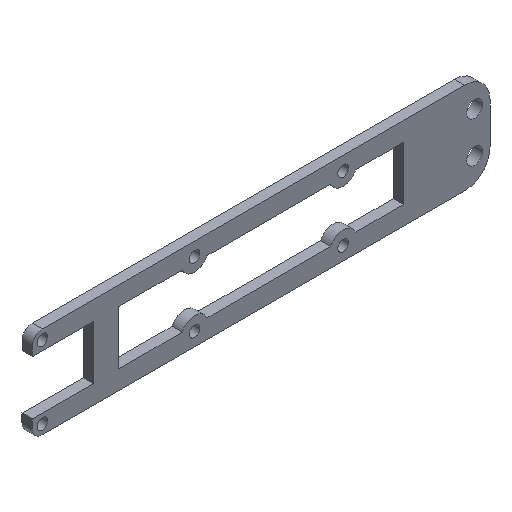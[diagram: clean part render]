
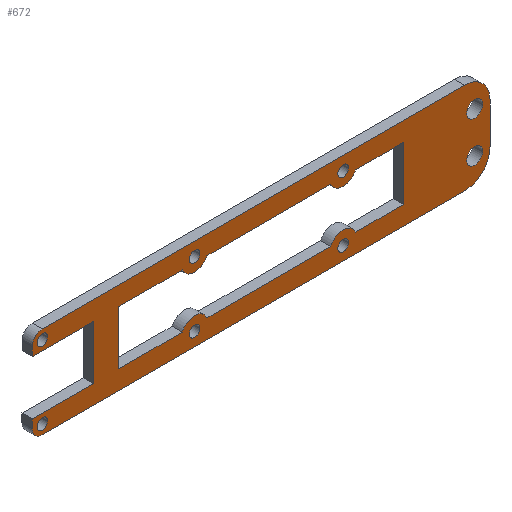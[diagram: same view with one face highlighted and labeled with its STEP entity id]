
A CAD part, isometric view. The second image highlights one B-rep face of the part: STEP entity #672.
In plain terms, the highlighted planar face has unit normal (0, -1, 0).
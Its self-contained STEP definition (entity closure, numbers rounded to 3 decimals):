
#24=FACE_BOUND('',#102,.T.);
#25=FACE_BOUND('',#103,.T.);
#26=FACE_BOUND('',#104,.T.);
#27=FACE_BOUND('',#105,.T.);
#28=FACE_BOUND('',#106,.T.);
#29=FACE_BOUND('',#107,.T.);
#30=FACE_BOUND('',#108,.T.);
#31=FACE_BOUND('',#109,.T.);
#32=FACE_BOUND('',#110,.T.);
#36=PLANE('',#740);
#58=FACE_OUTER_BOUND('',#101,.T.);
#101=EDGE_LOOP('',(#513,#514,#515,#516,#517,#518,#519,#520,#521,#522,#523,
#524));
#102=EDGE_LOOP('',(#525));
#103=EDGE_LOOP('',(#526));
#104=EDGE_LOOP('',(#527));
#105=EDGE_LOOP('',(#528));
#106=EDGE_LOOP('',(#529,#530,#531,#532,#533,#534,#535,#536,#537,#538,#539,
#540));
#107=EDGE_LOOP('',(#541));
#108=EDGE_LOOP('',(#542));
#109=EDGE_LOOP('',(#543));
#110=EDGE_LOOP('',(#544));
#141=LINE('',#992,#205);
#159=LINE('',#1061,#223);
#163=LINE('',#1073,#227);
#164=LINE('',#1075,#228);
#165=LINE('',#1077,#229);
#166=LINE('',#1079,#230);
#167=LINE('',#1080,#231);
#168=LINE('',#1081,#232);
#169=LINE('',#1094,#233);
#170=LINE('',#1096,#234);
#171=LINE('',#1098,#235);
#172=LINE('',#1102,#236);
#173=LINE('',#1106,#237);
#174=LINE('',#1108,#238);
#175=LINE('',#1110,#239);
#176=LINE('',#1113,#240);
#205=VECTOR('',#793,10.);
#223=VECTOR('',#849,10.);
#227=VECTOR('',#863,10.);
#228=VECTOR('',#864,10.);
#229=VECTOR('',#865,10.);
#230=VECTOR('',#866,10.);
#231=VECTOR('',#867,10.);
#232=VECTOR('',#868,10.);
#233=VECTOR('',#879,10.);
#234=VECTOR('',#880,10.);
#235=VECTOR('',#881,10.);
#236=VECTOR('',#884,10.);
#237=VECTOR('',#887,10.);
#238=VECTOR('',#888,10.);
#239=VECTOR('',#889,10.);
#240=VECTOR('',#892,10.);
#266=CIRCLE('',#715,5.);
#282=CIRCLE('',#734,5.);
#283=CIRCLE('',#737,2.);
#284=CIRCLE('',#739,2.);
#285=CIRCLE('',#741,1.05);
#286=CIRCLE('',#742,1.6);
#287=CIRCLE('',#743,1.05);
#288=CIRCLE('',#744,1.6);
#289=CIRCLE('',#745,2.65);
#290=CIRCLE('',#746,2.65);
#291=CIRCLE('',#747,2.65);
#292=CIRCLE('',#748,2.65);
#293=CIRCLE('',#749,1.05);
#294=CIRCLE('',#750,1.05);
#295=CIRCLE('',#751,1.05);
#296=CIRCLE('',#752,1.05);
#299=VERTEX_POINT('',#982);
#300=VERTEX_POINT('',#984);
#302=VERTEX_POINT('',#990);
#332=VERTEX_POINT('',#1054);
#333=VERTEX_POINT('',#1056);
#334=VERTEX_POINT('',#1060);
#335=VERTEX_POINT('',#1064);
#336=VERTEX_POINT('',#1068);
#337=VERTEX_POINT('',#1072);
#338=VERTEX_POINT('',#1074);
#339=VERTEX_POINT('',#1076);
#340=VERTEX_POINT('',#1078);
#341=VERTEX_POINT('',#1082);
#342=VERTEX_POINT('',#1084);
#343=VERTEX_POINT('',#1086);
#344=VERTEX_POINT('',#1088);
#345=VERTEX_POINT('',#1090);
#346=VERTEX_POINT('',#1091);
#347=VERTEX_POINT('',#1093);
#348=VERTEX_POINT('',#1095);
#349=VERTEX_POINT('',#1097);
#350=VERTEX_POINT('',#1099);
#351=VERTEX_POINT('',#1101);
#352=VERTEX_POINT('',#1103);
#353=VERTEX_POINT('',#1105);
#354=VERTEX_POINT('',#1107);
#355=VERTEX_POINT('',#1109);
#356=VERTEX_POINT('',#1111);
#357=VERTEX_POINT('',#1114);
#358=VERTEX_POINT('',#1116);
#359=VERTEX_POINT('',#1118);
#360=VERTEX_POINT('',#1120);
#363=EDGE_CURVE('',#299,#300,#266,.T.);
#367=EDGE_CURVE('',#302,#299,#141,.T.);
#399=EDGE_CURVE('',#332,#333,#282,.T.);
#401=EDGE_CURVE('',#334,#333,#159,.T.);
#403=EDGE_CURVE('',#334,#335,#283,.T.);
#406=EDGE_CURVE('',#336,#302,#284,.T.);
#407=EDGE_CURVE('',#337,#336,#163,.T.);
#408=EDGE_CURVE('',#337,#338,#164,.T.);
#409=EDGE_CURVE('',#339,#338,#165,.T.);
#410=EDGE_CURVE('',#340,#339,#166,.T.);
#411=EDGE_CURVE('',#335,#340,#167,.T.);
#412=EDGE_CURVE('',#332,#300,#168,.T.);
#413=EDGE_CURVE('',#341,#341,#285,.T.);
#414=EDGE_CURVE('',#342,#342,#286,.T.);
#415=EDGE_CURVE('',#343,#343,#287,.T.);
#416=EDGE_CURVE('',#344,#344,#288,.T.);
#417=EDGE_CURVE('',#345,#346,#289,.T.);
#418=EDGE_CURVE('',#347,#346,#169,.T.);
#419=EDGE_CURVE('',#348,#347,#170,.T.);
#420=EDGE_CURVE('',#349,#348,#171,.T.);
#421=EDGE_CURVE('',#349,#350,#290,.T.);
#422=EDGE_CURVE('',#351,#350,#172,.T.);
#423=EDGE_CURVE('',#351,#352,#291,.T.);
#424=EDGE_CURVE('',#353,#352,#173,.T.);
#425=EDGE_CURVE('',#354,#353,#174,.T.);
#426=EDGE_CURVE('',#355,#354,#175,.T.);
#427=EDGE_CURVE('',#355,#356,#292,.T.);
#428=EDGE_CURVE('',#345,#356,#176,.T.);
#429=EDGE_CURVE('',#357,#357,#293,.T.);
#430=EDGE_CURVE('',#358,#358,#294,.T.);
#431=EDGE_CURVE('',#359,#359,#295,.T.);
#432=EDGE_CURVE('',#360,#360,#296,.T.);
#513=ORIENTED_EDGE('',*,*,#363,.F.);
#514=ORIENTED_EDGE('',*,*,#367,.F.);
#515=ORIENTED_EDGE('',*,*,#406,.F.);
#516=ORIENTED_EDGE('',*,*,#407,.F.);
#517=ORIENTED_EDGE('',*,*,#408,.T.);
#518=ORIENTED_EDGE('',*,*,#409,.F.);
#519=ORIENTED_EDGE('',*,*,#410,.F.);
#520=ORIENTED_EDGE('',*,*,#411,.F.);
#521=ORIENTED_EDGE('',*,*,#403,.F.);
#522=ORIENTED_EDGE('',*,*,#401,.T.);
#523=ORIENTED_EDGE('',*,*,#399,.F.);
#524=ORIENTED_EDGE('',*,*,#412,.T.);
#525=ORIENTED_EDGE('',*,*,#413,.T.);
#526=ORIENTED_EDGE('',*,*,#414,.T.);
#527=ORIENTED_EDGE('',*,*,#415,.T.);
#528=ORIENTED_EDGE('',*,*,#416,.T.);
#529=ORIENTED_EDGE('',*,*,#417,.T.);
#530=ORIENTED_EDGE('',*,*,#418,.F.);
#531=ORIENTED_EDGE('',*,*,#419,.F.);
#532=ORIENTED_EDGE('',*,*,#420,.F.);
#533=ORIENTED_EDGE('',*,*,#421,.T.);
#534=ORIENTED_EDGE('',*,*,#422,.F.);
#535=ORIENTED_EDGE('',*,*,#423,.T.);
#536=ORIENTED_EDGE('',*,*,#424,.F.);
#537=ORIENTED_EDGE('',*,*,#425,.F.);
#538=ORIENTED_EDGE('',*,*,#426,.F.);
#539=ORIENTED_EDGE('',*,*,#427,.T.);
#540=ORIENTED_EDGE('',*,*,#428,.F.);
#541=ORIENTED_EDGE('',*,*,#429,.T.);
#542=ORIENTED_EDGE('',*,*,#430,.T.);
#543=ORIENTED_EDGE('',*,*,#431,.T.);
#544=ORIENTED_EDGE('',*,*,#432,.T.);
#672=ADVANCED_FACE('',(#58,#24,#25,#26,#27,#28,#29,#30,#31,#32),#36,.F.);
#715=AXIS2_PLACEMENT_3D('',#985,#786,#787);
#734=AXIS2_PLACEMENT_3D('',#1057,#844,#845);
#737=AXIS2_PLACEMENT_3D('',#1065,#853,#854);
#739=AXIS2_PLACEMENT_3D('',#1070,#859,#860);
#740=AXIS2_PLACEMENT_3D('',#1071,#861,#862);
#741=AXIS2_PLACEMENT_3D('',#1083,#869,#870);
#742=AXIS2_PLACEMENT_3D('',#1085,#871,#872);
#743=AXIS2_PLACEMENT_3D('',#1087,#873,#874);
#744=AXIS2_PLACEMENT_3D('',#1089,#875,#876);
#745=AXIS2_PLACEMENT_3D('',#1092,#877,#878);
#746=AXIS2_PLACEMENT_3D('',#1100,#882,#883);
#747=AXIS2_PLACEMENT_3D('',#1104,#885,#886);
#748=AXIS2_PLACEMENT_3D('',#1112,#890,#891);
#749=AXIS2_PLACEMENT_3D('',#1115,#893,#894);
#750=AXIS2_PLACEMENT_3D('',#1117,#895,#896);
#751=AXIS2_PLACEMENT_3D('',#1119,#897,#898);
#752=AXIS2_PLACEMENT_3D('',#1121,#899,#900);
#786=DIRECTION('center_axis',(0.,1.,0.));
#787=DIRECTION('ref_axis',(0.707,0.,0.707));
#793=DIRECTION('',(1.,0.,0.));
#844=DIRECTION('center_axis',(0.,1.,0.));
#845=DIRECTION('ref_axis',(0.707,0.,-0.707));
#849=DIRECTION('',(1.,0.,0.));
#853=DIRECTION('center_axis',(0.,1.,0.));
#854=DIRECTION('ref_axis',(-0.707,0.,-0.707));
#859=DIRECTION('center_axis',(0.,1.,0.));
#860=DIRECTION('ref_axis',(-0.707,0.,0.707));
#861=DIRECTION('center_axis',(0.,1.,0.));
#862=DIRECTION('ref_axis',(1.,0.,0.));
#863=DIRECTION('',(0.,0.,1.));
#864=DIRECTION('',(1.,0.,0.));
#865=DIRECTION('',(0.,0.,1.));
#866=DIRECTION('',(1.,0.,0.));
#867=DIRECTION('',(0.,0.,1.));
#868=DIRECTION('',(0.,0.,1.));
#869=DIRECTION('center_axis',(0.,1.,0.));
#870=DIRECTION('ref_axis',(-1.,0.,0.));
#871=DIRECTION('center_axis',(0.,1.,0.));
#872=DIRECTION('ref_axis',(-1.,0.,0.));
#873=DIRECTION('center_axis',(0.,1.,0.));
#874=DIRECTION('ref_axis',(-1.,0.,0.));
#875=DIRECTION('center_axis',(0.,1.,0.));
#876=DIRECTION('ref_axis',(-1.,0.,0.));
#877=DIRECTION('center_axis',(0.,-1.,0.));
#878=DIRECTION('ref_axis',(-1.,0.,0.));
#879=DIRECTION('',(1.,0.,0.));
#880=DIRECTION('',(0.,0.,-1.));
#881=DIRECTION('',(-1.,0.,0.));
#882=DIRECTION('center_axis',(0.,-1.,0.));
#883=DIRECTION('ref_axis',(-1.,0.,0.));
#884=DIRECTION('',(-1.,0.,0.));
#885=DIRECTION('center_axis',(0.,-1.,0.));
#886=DIRECTION('ref_axis',(-1.,0.,0.));
#887=DIRECTION('',(-1.,0.,0.));
#888=DIRECTION('',(0.,0.,1.));
#889=DIRECTION('',(1.,0.,0.));
#890=DIRECTION('center_axis',(0.,-1.,0.));
#891=DIRECTION('ref_axis',(-1.,0.,0.));
#892=DIRECTION('',(1.,0.,0.));
#893=DIRECTION('center_axis',(0.,1.,0.));
#894=DIRECTION('ref_axis',(-1.,0.,0.));
#895=DIRECTION('center_axis',(0.,1.,0.));
#896=DIRECTION('ref_axis',(-1.,0.,0.));
#897=DIRECTION('center_axis',(0.,1.,0.));
#898=DIRECTION('ref_axis',(-1.,0.,0.));
#899=DIRECTION('center_axis',(0.,1.,0.));
#900=DIRECTION('ref_axis',(-1.,0.,0.));
#982=CARTESIAN_POINT('',(41.5,0.,9.));
#984=CARTESIAN_POINT('',(46.5,0.,4.));
#985=CARTESIAN_POINT('Origin',(41.5,0.,4.));
#990=CARTESIAN_POINT('',(-41.5,0.,9.));
#992=CARTESIAN_POINT('',(-43.5,0.,9.));
#1054=CARTESIAN_POINT('',(46.5,0.,-4.));
#1056=CARTESIAN_POINT('',(41.5,0.,-9.));
#1057=CARTESIAN_POINT('Origin',(41.5,0.,-4.));
#1060=CARTESIAN_POINT('',(-41.5,0.,-9.));
#1061=CARTESIAN_POINT('',(34.5,0.,-9.));
#1064=CARTESIAN_POINT('',(-43.5,0.,-7.));
#1065=CARTESIAN_POINT('Origin',(-41.5,0.,-7.));
#1068=CARTESIAN_POINT('',(-43.5,0.,7.));
#1070=CARTESIAN_POINT('Origin',(-41.5,0.,7.));
#1071=CARTESIAN_POINT('Origin',(1.5,0.,0.));
#1072=CARTESIAN_POINT('',(-43.5,0.,5.3));
#1073=CARTESIAN_POINT('',(-43.5,0.,5.3));
#1074=CARTESIAN_POINT('',(-31.5,0.,5.3));
#1075=CARTESIAN_POINT('',(-34.5,0.,5.3));
#1076=CARTESIAN_POINT('',(-31.5,0.,-5.3));
#1077=CARTESIAN_POINT('',(-31.5,0.,-5.3));
#1078=CARTESIAN_POINT('',(-43.5,0.,-5.3));
#1079=CARTESIAN_POINT('',(-43.5,0.,-5.3));
#1080=CARTESIAN_POINT('',(-43.5,0.,-9.));
#1081=CARTESIAN_POINT('',(46.5,0.,-9.));
#1082=CARTESIAN_POINT('',(-40.45,0.,-7.15));
#1083=CARTESIAN_POINT('Origin',(-41.5,0.,-7.15));
#1084=CARTESIAN_POINT('',(45.1,0.,4.));
#1085=CARTESIAN_POINT('Origin',(43.5,0.,4.));
#1086=CARTESIAN_POINT('',(-40.45,0.,7.15));
#1087=CARTESIAN_POINT('Origin',(-41.5,0.,7.15));
#1088=CARTESIAN_POINT('',(45.1,0.,-4.));
#1089=CARTESIAN_POINT('Origin',(43.5,0.,-4.));
#1090=CARTESIAN_POINT('',(-9.137,0.,-5.3));
#1091=CARTESIAN_POINT('',(-14.003,0.,-5.3));
#1092=CARTESIAN_POINT('Origin',(-11.57,0.,-6.35));
#1093=CARTESIAN_POINT('',(-26.5,0.,-5.3));
#1094=CARTESIAN_POINT('',(-34.5,0.,-5.3));
#1095=CARTESIAN_POINT('',(-26.5,0.,5.3));
#1096=CARTESIAN_POINT('',(-26.5,0.,5.3));
#1097=CARTESIAN_POINT('',(-14.003,0.,5.3));
#1098=CARTESIAN_POINT('',(-34.5,0.,5.3));
#1099=CARTESIAN_POINT('',(-9.137,0.,5.3));
#1100=CARTESIAN_POINT('Origin',(-11.57,0.,6.35));
#1101=CARTESIAN_POINT('',(15.207,0.,5.3));
#1102=CARTESIAN_POINT('',(-34.5,0.,5.3));
#1103=CARTESIAN_POINT('',(20.073,0.,5.3));
#1104=CARTESIAN_POINT('Origin',(17.64,0.,6.35));
#1105=CARTESIAN_POINT('',(29.5,0.,5.3));
#1106=CARTESIAN_POINT('',(-34.5,0.,5.3));
#1107=CARTESIAN_POINT('',(29.5,0.,-5.3));
#1108=CARTESIAN_POINT('',(29.5,0.,5.3));
#1109=CARTESIAN_POINT('',(20.073,0.,-5.3));
#1110=CARTESIAN_POINT('',(-34.5,0.,-5.3));
#1111=CARTESIAN_POINT('',(15.207,0.,-5.3));
#1112=CARTESIAN_POINT('Origin',(17.64,0.,-6.35));
#1113=CARTESIAN_POINT('',(-34.5,0.,-5.3));
#1114=CARTESIAN_POINT('',(-10.52,0.,6.35));
#1115=CARTESIAN_POINT('Origin',(-11.57,0.,6.35));
#1116=CARTESIAN_POINT('',(18.69,0.,-6.35));
#1117=CARTESIAN_POINT('Origin',(17.64,0.,-6.35));
#1118=CARTESIAN_POINT('',(18.69,0.,6.35));
#1119=CARTESIAN_POINT('Origin',(17.64,0.,6.35));
#1120=CARTESIAN_POINT('',(-10.52,0.,-6.35));
#1121=CARTESIAN_POINT('Origin',(-11.57,0.,-6.35));
